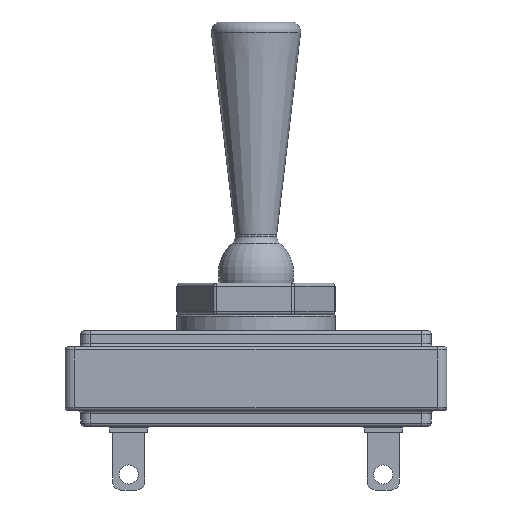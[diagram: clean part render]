
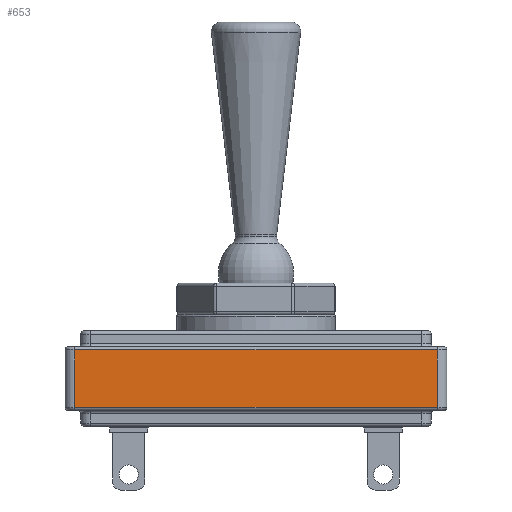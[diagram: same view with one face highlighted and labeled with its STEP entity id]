
A CAD part, front view. The second image highlights one B-rep face of the part: STEP entity #653.
In plain terms, the highlighted planar face has unit normal (0, -1, 0).
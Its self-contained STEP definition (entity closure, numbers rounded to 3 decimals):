
#351 = VERTEX_POINT ( 'NONE', #7068 ) ;
#653 = ADVANCED_FACE ( 'NONE', ( #5670 ), #7930, .F. ) ;
#766 = DIRECTION ( 'NONE',  ( 1., 0., 0. ) ) ;
#1313 = VECTOR ( 'NONE', #7071, 1000. ) ;
#1454 = VECTOR ( 'NONE', #766, 1000. ) ;
#1475 = ORIENTED_EDGE ( 'NONE', *, *, #7296, .T. ) ;
#1542 = CARTESIAN_POINT ( 'NONE',  ( 57., -40., -9. ) ) ;
#1670 = VECTOR ( 'NONE', #2356, 1000. ) ;
#1896 = LINE ( 'NONE', #4568, #1670 ) ;
#2338 = VERTEX_POINT ( 'NONE', #5563 ) ;
#2356 = DIRECTION ( 'NONE',  ( 0., 0., 1. ) ) ;
#3252 = ORIENTED_EDGE ( 'NONE', *, *, #5217, .T. ) ;
#3685 = EDGE_CURVE ( 'NONE', #2338, #351, #1896, .T. ) ;
#3903 = EDGE_CURVE ( 'NONE', #6927, #2338, #9031, .T. ) ;
#3936 = DIRECTION ( 'NONE',  ( -1., 0., 0. ) ) ;
#4259 = EDGE_LOOP ( 'NONE', ( #3252, #4585, #5797, #1475 ) ) ;
#4267 = CARTESIAN_POINT ( 'NONE',  ( -57., -40., 9. ) ) ;
#4329 = CARTESIAN_POINT ( 'NONE',  ( -60., -40., 10. ) ) ;
#4568 = CARTESIAN_POINT ( 'NONE',  ( 57., -40., 10. ) ) ;
#4585 = ORIENTED_EDGE ( 'NONE', *, *, #3903, .T. ) ;
#5161 = VECTOR ( 'NONE', #3936, 1000. ) ;
#5217 = EDGE_CURVE ( 'NONE', #5259, #6927, #7171, .T. ) ;
#5259 = VERTEX_POINT ( 'NONE', #4267 ) ;
#5563 = CARTESIAN_POINT ( 'NONE',  ( 57., -40., -9. ) ) ;
#5670 = FACE_OUTER_BOUND ( 'NONE', #4259, .T. ) ;
#5797 = ORIENTED_EDGE ( 'NONE', *, *, #3685, .T. ) ;
#6339 = CARTESIAN_POINT ( 'NONE',  ( -57., -40., 10. ) ) ;
#6927 = VERTEX_POINT ( 'NONE', #7067 ) ;
#7067 = CARTESIAN_POINT ( 'NONE',  ( -57., -40., -9. ) ) ;
#7068 = CARTESIAN_POINT ( 'NONE',  ( 57., -40., 9. ) ) ;
#7071 = DIRECTION ( 'NONE',  ( 0., 0., -1. ) ) ;
#7093 = LINE ( 'NONE', #8320, #5161 ) ;
#7171 = LINE ( 'NONE', #6339, #1313 ) ;
#7296 = EDGE_CURVE ( 'NONE', #351, #5259, #7093, .T. ) ;
#7691 = DIRECTION ( 'NONE',  ( 0., 0., 1. ) ) ;
#7730 = DIRECTION ( 'NONE',  ( 0., 1., 0. ) ) ;
#7930 = PLANE ( 'NONE',  #9266 ) ;
#8320 = CARTESIAN_POINT ( 'NONE',  ( -60., -40., 9. ) ) ;
#9031 = LINE ( 'NONE', #1542, #1454 ) ;
#9266 = AXIS2_PLACEMENT_3D ( 'NONE', #4329, #7730, #7691 ) ;
